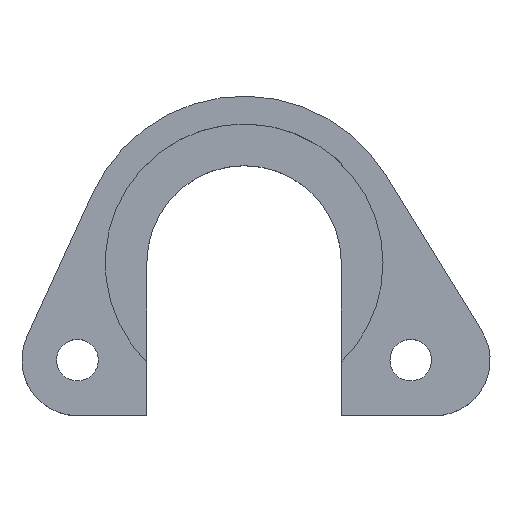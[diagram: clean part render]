
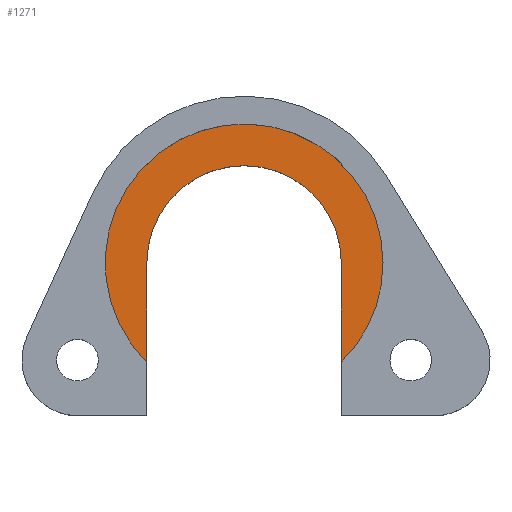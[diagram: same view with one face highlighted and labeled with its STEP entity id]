
A CAD part, top view. The second image highlights one B-rep face of the part: STEP entity #1271.
In plain terms, the highlighted planar face has unit normal (0, 0, 1).
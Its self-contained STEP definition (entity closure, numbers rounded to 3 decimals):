
#377 = PLANE('',#378);
#378 = AXIS2_PLACEMENT_3D('',#379,#380,#381);
#379 = CARTESIAN_POINT('',(-7.,0.,0.));
#380 = DIRECTION('',(1.,0.,0.));
#381 = DIRECTION('',(0.,-1.,0.));
#410 = CYLINDRICAL_SURFACE('',#411,7.);
#411 = AXIS2_PLACEMENT_3D('',#412,#413,#414);
#412 = CARTESIAN_POINT('',(0.,0.,0.));
#413 = DIRECTION('',(0.,0.,-1.));
#414 = DIRECTION('',(1.,0.,0.));
#438 = PLANE('',#439);
#439 = AXIS2_PLACEMENT_3D('',#440,#441,#442);
#440 = CARTESIAN_POINT('',(7.,0.,0.));
#441 = DIRECTION('',(1.,0.,0.));
#442 = DIRECTION('',(0.,-1.,0.));
#675 = CYLINDRICAL_SURFACE('',#676,10.);
#676 = AXIS2_PLACEMENT_3D('',#677,#678,#679);
#677 = CARTESIAN_POINT('',(0.,0.,4.5));
#678 = DIRECTION('',(0.,0.,1.));
#679 = DIRECTION('',(1.,0.,0.));
#708 = CYLINDRICAL_SURFACE('',#709,10.);
#709 = AXIS2_PLACEMENT_3D('',#710,#711,#712);
#710 = CARTESIAN_POINT('',(0.,0.,4.5));
#711 = DIRECTION('',(0.,0.,1.));
#712 = DIRECTION('',(1.,0.,0.));
#939 = VERTEX_POINT('',#940);
#940 = CARTESIAN_POINT('',(-7.,0.,3.));
#961 = EDGE_CURVE('',#962,#939,#964,.T.);
#962 = VERTEX_POINT('',#963);
#963 = CARTESIAN_POINT('',(-7.,-7.141,3.));
#964 = SURFACE_CURVE('',#965,(#969,#975),.PCURVE_S1.);
#965 = LINE('',#966,#967);
#966 = CARTESIAN_POINT('',(-7.,0.,3.));
#967 = VECTOR('',#968,1.);
#968 = DIRECTION('',(0.,1.,0.));
#969 = PCURVE('',#377,#970);
#970 = DEFINITIONAL_REPRESENTATION('',(#971),#974);
#971 = B_SPLINE_CURVE_WITH_KNOTS('',1,(#972,#973),.UNSPECIFIED.,.F.,.F.,
  (2,2),(-12.,1.1),.PIECEWISE_BEZIER_KNOTS.);
#972 = CARTESIAN_POINT('',(12.,-3.));
#973 = CARTESIAN_POINT('',(-1.1,-3.));
#974 = ( GEOMETRIC_REPRESENTATION_CONTEXT(2) 
PARAMETRIC_REPRESENTATION_CONTEXT() REPRESENTATION_CONTEXT('2D SPACE',''
  ) );
#975 = PCURVE('',#976,#981);
#976 = PLANE('',#977);
#977 = AXIS2_PLACEMENT_3D('',#978,#979,#980);
#978 = CARTESIAN_POINT('',(10.,0.,3.));
#979 = DIRECTION('',(0.,0.,-1.));
#980 = DIRECTION('',(-1.,0.,0.));
#981 = DEFINITIONAL_REPRESENTATION('',(#982),#985);
#982 = B_SPLINE_CURVE_WITH_KNOTS('',1,(#983,#984),.UNSPECIFIED.,.F.,.F.,
  (2,2),(-12.,1.1),.PIECEWISE_BEZIER_KNOTS.);
#983 = CARTESIAN_POINT('',(17.,-12.));
#984 = CARTESIAN_POINT('',(17.,1.1));
#985 = ( GEOMETRIC_REPRESENTATION_CONTEXT(2) 
PARAMETRIC_REPRESENTATION_CONTEXT() REPRESENTATION_CONTEXT('2D SPACE',''
  ) );
#1013 = VERTEX_POINT('',#1014);
#1014 = CARTESIAN_POINT('',(7.,0.,3.));
#1035 = EDGE_CURVE('',#939,#1013,#1036,.T.);
#1036 = SURFACE_CURVE('',#1037,(#1042,#1049),.PCURVE_S1.);
#1037 = CIRCLE('',#1038,7.);
#1038 = AXIS2_PLACEMENT_3D('',#1039,#1040,#1041);
#1039 = CARTESIAN_POINT('',(0.,0.,3.));
#1040 = DIRECTION('',(0.,0.,-1.));
#1041 = DIRECTION('',(1.,0.,0.));
#1042 = PCURVE('',#410,#1043);
#1043 = DEFINITIONAL_REPRESENTATION('',(#1044),#1048);
#1044 = LINE('',#1045,#1046);
#1045 = CARTESIAN_POINT('',(-6.283,-3.));
#1046 = VECTOR('',#1047,1.);
#1047 = DIRECTION('',(1.,0.));
#1048 = ( GEOMETRIC_REPRESENTATION_CONTEXT(2) 
PARAMETRIC_REPRESENTATION_CONTEXT() REPRESENTATION_CONTEXT('2D SPACE',''
  ) );
#1049 = PCURVE('',#976,#1050);
#1050 = DEFINITIONAL_REPRESENTATION('',(#1051),#1055);
#1051 = CIRCLE('',#1052,7.);
#1052 = AXIS2_PLACEMENT_2D('',#1053,#1054);
#1053 = CARTESIAN_POINT('',(10.,0.));
#1054 = DIRECTION('',(-1.,0.));
#1055 = ( GEOMETRIC_REPRESENTATION_CONTEXT(2) 
PARAMETRIC_REPRESENTATION_CONTEXT() REPRESENTATION_CONTEXT('2D SPACE',''
  ) );
#1063 = EDGE_CURVE('',#1064,#1013,#1066,.T.);
#1064 = VERTEX_POINT('',#1065);
#1065 = CARTESIAN_POINT('',(7.,-7.141,3.));
#1066 = SURFACE_CURVE('',#1067,(#1071,#1077),.PCURVE_S1.);
#1067 = LINE('',#1068,#1069);
#1068 = CARTESIAN_POINT('',(7.,0.,3.));
#1069 = VECTOR('',#1070,1.);
#1070 = DIRECTION('',(0.,1.,0.));
#1071 = PCURVE('',#438,#1072);
#1072 = DEFINITIONAL_REPRESENTATION('',(#1073),#1076);
#1073 = B_SPLINE_CURVE_WITH_KNOTS('',1,(#1074,#1075),.UNSPECIFIED.,.F.,
  .F.,(2,2),(-12.,1.1),.PIECEWISE_BEZIER_KNOTS.);
#1074 = CARTESIAN_POINT('',(12.,-3.));
#1075 = CARTESIAN_POINT('',(-1.1,-3.));
#1076 = ( GEOMETRIC_REPRESENTATION_CONTEXT(2) 
PARAMETRIC_REPRESENTATION_CONTEXT() REPRESENTATION_CONTEXT('2D SPACE',''
  ) );
#1077 = PCURVE('',#976,#1078);
#1078 = DEFINITIONAL_REPRESENTATION('',(#1079),#1082);
#1079 = B_SPLINE_CURVE_WITH_KNOTS('',1,(#1080,#1081),.UNSPECIFIED.,.F.,
  .F.,(2,2),(-12.,1.1),.PIECEWISE_BEZIER_KNOTS.);
#1080 = CARTESIAN_POINT('',(3.,-12.));
#1081 = CARTESIAN_POINT('',(3.,1.1));
#1082 = ( GEOMETRIC_REPRESENTATION_CONTEXT(2) 
PARAMETRIC_REPRESENTATION_CONTEXT() REPRESENTATION_CONTEXT('2D SPACE',''
  ) );
#1191 = VERTEX_POINT('',#1192);
#1192 = CARTESIAN_POINT('',(10.,0.,3.));
#1213 = EDGE_CURVE('',#1191,#962,#1214,.T.);
#1214 = SURFACE_CURVE('',#1215,(#1220,#1227),.PCURVE_S1.);
#1215 = CIRCLE('',#1216,10.);
#1216 = AXIS2_PLACEMENT_3D('',#1217,#1218,#1219);
#1217 = CARTESIAN_POINT('',(0.,0.,3.));
#1218 = DIRECTION('',(0.,0.,1.));
#1219 = DIRECTION('',(1.,0.,0.));
#1220 = PCURVE('',#708,#1221);
#1221 = DEFINITIONAL_REPRESENTATION('',(#1222),#1226);
#1222 = LINE('',#1223,#1224);
#1223 = CARTESIAN_POINT('',(0.,-1.5));
#1224 = VECTOR('',#1225,1.);
#1225 = DIRECTION('',(1.,0.));
#1226 = ( GEOMETRIC_REPRESENTATION_CONTEXT(2) 
PARAMETRIC_REPRESENTATION_CONTEXT() REPRESENTATION_CONTEXT('2D SPACE',''
  ) );
#1227 = PCURVE('',#976,#1228);
#1228 = DEFINITIONAL_REPRESENTATION('',(#1229),#1237);
#1229 = ( BOUNDED_CURVE() B_SPLINE_CURVE(2,(#1230,#1231,#1232,#1233,
#1234,#1235,#1236),.UNSPECIFIED.,.T.,.F.) B_SPLINE_CURVE_WITH_KNOTS((1,2
    ,2,2,2,1),(-2.094,0.,2.094,4.189,
6.283,8.378),.UNSPECIFIED.) CURVE() 
GEOMETRIC_REPRESENTATION_ITEM() RATIONAL_B_SPLINE_CURVE((1.,0.5,1.,0.5,
1.,0.5,1.)) REPRESENTATION_ITEM('') );
#1230 = CARTESIAN_POINT('',(0.,0.));
#1231 = CARTESIAN_POINT('',(0.,17.321));
#1232 = CARTESIAN_POINT('',(15.,8.66));
#1233 = CARTESIAN_POINT('',(30.,0.));
#1234 = CARTESIAN_POINT('',(15.,-8.66));
#1235 = CARTESIAN_POINT('',(0.,-17.321));
#1236 = CARTESIAN_POINT('',(0.,0.));
#1237 = ( GEOMETRIC_REPRESENTATION_CONTEXT(2) 
PARAMETRIC_REPRESENTATION_CONTEXT() REPRESENTATION_CONTEXT('2D SPACE',''
  ) );
#1246 = EDGE_CURVE('',#1064,#1191,#1247,.T.);
#1247 = SURFACE_CURVE('',#1248,(#1253,#1260),.PCURVE_S1.);
#1248 = CIRCLE('',#1249,10.);
#1249 = AXIS2_PLACEMENT_3D('',#1250,#1251,#1252);
#1250 = CARTESIAN_POINT('',(0.,0.,3.));
#1251 = DIRECTION('',(0.,0.,1.));
#1252 = DIRECTION('',(1.,0.,0.));
#1253 = PCURVE('',#675,#1254);
#1254 = DEFINITIONAL_REPRESENTATION('',(#1255),#1259);
#1255 = LINE('',#1256,#1257);
#1256 = CARTESIAN_POINT('',(0.,-1.5));
#1257 = VECTOR('',#1258,1.);
#1258 = DIRECTION('',(1.,0.));
#1259 = ( GEOMETRIC_REPRESENTATION_CONTEXT(2) 
PARAMETRIC_REPRESENTATION_CONTEXT() REPRESENTATION_CONTEXT('2D SPACE',''
  ) );
#1260 = PCURVE('',#976,#1261);
#1261 = DEFINITIONAL_REPRESENTATION('',(#1262),#1270);
#1262 = ( BOUNDED_CURVE() B_SPLINE_CURVE(2,(#1263,#1264,#1265,#1266,
#1267,#1268,#1269),.UNSPECIFIED.,.T.,.F.) B_SPLINE_CURVE_WITH_KNOTS((1,2
    ,2,2,2,1),(-2.094,0.,2.094,4.189,
6.283,8.378),.UNSPECIFIED.) CURVE() 
GEOMETRIC_REPRESENTATION_ITEM() RATIONAL_B_SPLINE_CURVE((1.,0.5,1.,0.5,
1.,0.5,1.)) REPRESENTATION_ITEM('') );
#1263 = CARTESIAN_POINT('',(0.,0.));
#1264 = CARTESIAN_POINT('',(0.,17.321));
#1265 = CARTESIAN_POINT('',(15.,8.66));
#1266 = CARTESIAN_POINT('',(30.,0.));
#1267 = CARTESIAN_POINT('',(15.,-8.66));
#1268 = CARTESIAN_POINT('',(0.,-17.321));
#1269 = CARTESIAN_POINT('',(0.,0.));
#1270 = ( GEOMETRIC_REPRESENTATION_CONTEXT(2) 
PARAMETRIC_REPRESENTATION_CONTEXT() REPRESENTATION_CONTEXT('2D SPACE',''
  ) );
#1271 = ADVANCED_FACE('',(#1272),#976,.F.);
#1272 = FACE_BOUND('',#1273,.F.);
#1273 = EDGE_LOOP('',(#1274,#1275,#1276,#1277,#1278));
#1274 = ORIENTED_EDGE('',*,*,#1213,.F.);
#1275 = ORIENTED_EDGE('',*,*,#1246,.F.);
#1276 = ORIENTED_EDGE('',*,*,#1063,.T.);
#1277 = ORIENTED_EDGE('',*,*,#1035,.F.);
#1278 = ORIENTED_EDGE('',*,*,#961,.F.);
